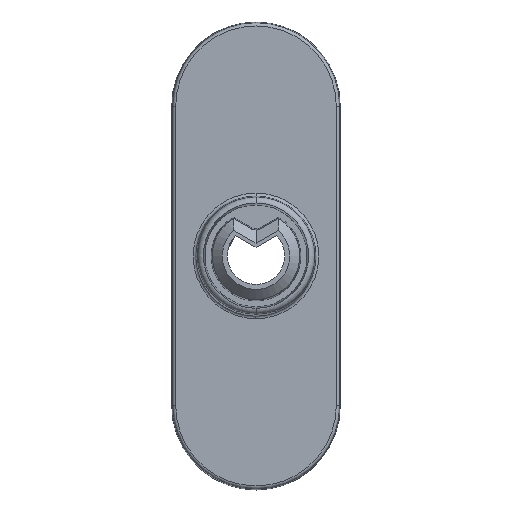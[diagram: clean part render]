
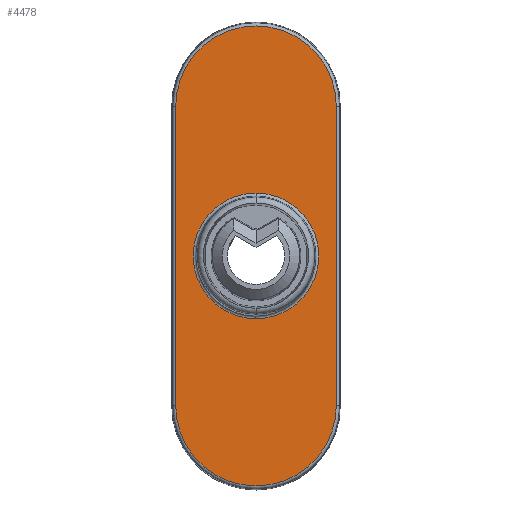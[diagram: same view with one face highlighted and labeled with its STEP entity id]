
A CAD part, top view. The second image highlights one B-rep face of the part: STEP entity #4478.
In plain terms, the highlighted face is planar.
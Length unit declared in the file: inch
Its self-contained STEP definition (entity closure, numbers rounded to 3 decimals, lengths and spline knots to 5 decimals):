
#3964=CARTESIAN_POINT('',(0.32,0.,0.));
#3965=DIRECTION('',(1.,0.,0.));
#3966=DIRECTION('',(0.,-1.,0.));
#3967=AXIS2_PLACEMENT_3D('',#3964,#3965,#3966);
#3969=CARTESIAN_POINT('',(0.32,0.,0.));
#3970=DIRECTION('',(1.,0.,0.));
#3971=DIRECTION('',(0.,1.,0.));
#3972=AXIS2_PLACEMENT_3D('',#3969,#3970,#3971);
#3974=DIRECTION('',(0.,1.,0.));
#3975=VECTOR('',#3974,3.);
#3976=CARTESIAN_POINT('',(0.32,-1.5,-0.80485));
#3977=LINE('',#3976,#3975);
#3978=CARTESIAN_POINT('',(0.32,-1.5,0.));
#3979=DIRECTION('',(1.,0.,0.));
#3980=DIRECTION('',(0.,0.,1.));
#3981=AXIS2_PLACEMENT_3D('',#3978,#3979,#3980);
#3983=DIRECTION('',(0.,-1.,0.));
#3984=VECTOR('',#3983,3.);
#3985=CARTESIAN_POINT('',(0.32,1.5,0.80485));
#3986=LINE('',#3985,#3984);
#3987=CARTESIAN_POINT('',(0.32,1.5,0.));
#3988=DIRECTION('',(1.,0.,0.));
#3989=DIRECTION('',(0.,0.,-1.));
#3990=AXIS2_PLACEMENT_3D('',#3987,#3988,#3989);
#4051=CARTESIAN_POINT('',(0.32,-1.5,-0.80485));
#4052=CARTESIAN_POINT('',(0.32,1.5,-0.80485));
#4053=VERTEX_POINT('',#4051);
#4054=VERTEX_POINT('',#4052);
#4059=CARTESIAN_POINT('',(0.32,1.5,0.80485));
#4060=VERTEX_POINT('',#4059);
#4063=CARTESIAN_POINT('',(0.32,-1.5,0.80485));
#4064=VERTEX_POINT('',#4063);
#4091=CARTESIAN_POINT('',(0.32,-0.62974,0.));
#4092=CARTESIAN_POINT('',(0.32,0.62974,0.));
#4093=VERTEX_POINT('',#4091);
#4094=VERTEX_POINT('',#4092);
#4458=CARTESIAN_POINT('',(0.32,0.,0.));
#4459=DIRECTION('',(1.,0.,0.));
#4460=DIRECTION('',(0.,0.,-1.));
#4461=AXIS2_PLACEMENT_3D('',#4458,#4459,#4460);
#4462=PLANE('',#4461);
#4464=ORIENTED_EDGE('',*,*,#4463,.F.);
#4466=ORIENTED_EDGE('',*,*,#4465,.F.);
#4468=ORIENTED_EDGE('',*,*,#4467,.F.);
#4470=ORIENTED_EDGE('',*,*,#4469,.F.);
#4471=EDGE_LOOP('',(#4464,#4466,#4468,#4470));
#4472=FACE_OUTER_BOUND('',#4471,.F.);
#4473=ORIENTED_EDGE('',*,*,#4448,.T.);
#4475=ORIENTED_EDGE('',*,*,#4474,.T.);
#4476=EDGE_LOOP('',(#4473,#4475));
#4477=FACE_BOUND('',#4476,.F.);
#4478=ADVANCED_FACE('',(#4472,#4477),#4462,.T.);
#3968=CIRCLE('',#3967,0.62974);
#3973=CIRCLE('',#3972,0.62974);
#3982=CIRCLE('',#3981,0.80485);
#3991=CIRCLE('',#3990,0.80485);
#4448=EDGE_CURVE('',#4093,#4094,#3968,.T.);
#4463=EDGE_CURVE('',#4053,#4054,#3977,.T.);
#4465=EDGE_CURVE('',#4064,#4053,#3982,.T.);
#4467=EDGE_CURVE('',#4060,#4064,#3986,.T.);
#4469=EDGE_CURVE('',#4054,#4060,#3991,.T.);
#4474=EDGE_CURVE('',#4094,#4093,#3973,.T.);
